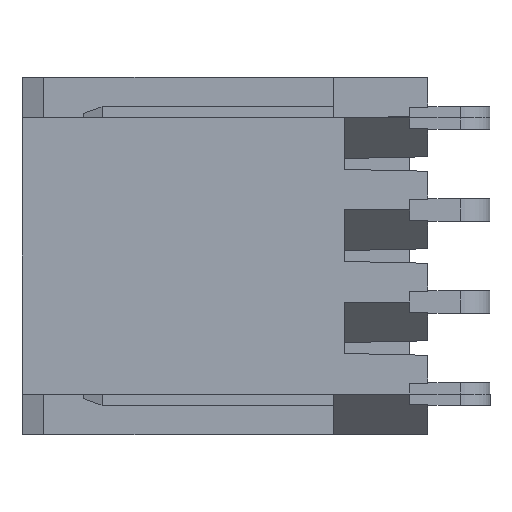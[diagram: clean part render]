
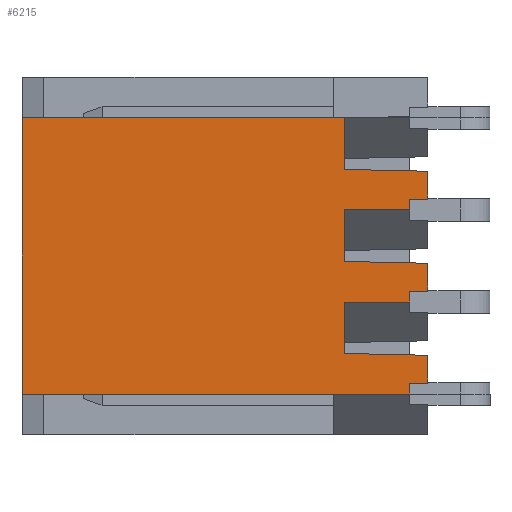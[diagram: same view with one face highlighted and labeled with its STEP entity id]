
A CAD part, left-side view. The second image highlights one B-rep face of the part: STEP entity #6215.
In plain terms, the highlighted planar face has unit normal (-1, 0, 0).
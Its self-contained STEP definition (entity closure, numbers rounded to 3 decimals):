
#276=ORIENTED_EDGE('',*,*,#1574,.F.);
#277=ORIENTED_EDGE('',*,*,#1575,.T.);
#278=ORIENTED_EDGE('',*,*,#1479,.F.);
#279=ORIENTED_EDGE('',*,*,#1576,.F.);
#280=ORIENTED_EDGE('',*,*,#1577,.T.);
#281=ORIENTED_EDGE('',*,*,#1578,.F.);
#282=ORIENTED_EDGE('',*,*,#1579,.F.);
#283=ORIENTED_EDGE('',*,*,#1580,.T.);
#284=ORIENTED_EDGE('',*,*,#1469,.F.);
#285=ORIENTED_EDGE('',*,*,#1581,.F.);
#286=ORIENTED_EDGE('',*,*,#1582,.T.);
#287=ORIENTED_EDGE('',*,*,#1583,.F.);
#288=ORIENTED_EDGE('',*,*,#1584,.F.);
#289=ORIENTED_EDGE('',*,*,#1585,.T.);
#290=ORIENTED_EDGE('',*,*,#1521,.F.);
#291=ORIENTED_EDGE('',*,*,#1586,.F.);
#292=ORIENTED_EDGE('',*,*,#1587,.T.);
#293=ORIENTED_EDGE('',*,*,#1588,.F.);
#294=ORIENTED_EDGE('',*,*,#1589,.F.);
#295=ORIENTED_EDGE('',*,*,#1590,.T.);
#1469=EDGE_CURVE('',#2139,#2140,#2580,.T.);
#1479=EDGE_CURVE('',#2149,#2150,#2590,.T.);
#1521=EDGE_CURVE('',#2186,#2131,#2632,.T.);
#1574=EDGE_CURVE('',#2223,#2224,#2681,.T.);
#1575=EDGE_CURVE('',#2223,#2150,#2682,.T.);
#1576=EDGE_CURVE('',#2225,#2149,#2683,.T.);
#1577=EDGE_CURVE('',#2225,#2226,#2684,.T.);
#1578=EDGE_CURVE('',#2227,#2226,#2685,.T.);
#1579=EDGE_CURVE('',#2228,#2227,#2686,.T.);
#1580=EDGE_CURVE('',#2228,#2140,#2687,.T.);
#1581=EDGE_CURVE('',#2229,#2139,#2688,.T.);
#1582=EDGE_CURVE('',#2229,#2230,#2689,.T.);
#1583=EDGE_CURVE('',#2231,#2230,#2690,.T.);
#1584=EDGE_CURVE('',#2232,#2231,#2691,.T.);
#1585=EDGE_CURVE('',#2232,#2131,#2692,.T.);
#1586=EDGE_CURVE('',#2233,#2186,#2693,.T.);
#1587=EDGE_CURVE('',#2233,#2234,#2694,.T.);
#1588=EDGE_CURVE('',#2235,#2234,#2695,.T.);
#1589=EDGE_CURVE('',#2236,#2235,#2696,.T.);
#1590=EDGE_CURVE('',#2236,#2224,#2697,.T.);
#2131=VERTEX_POINT('',#7973);
#2139=VERTEX_POINT('',#7989);
#2140=VERTEX_POINT('',#7991);
#2149=VERTEX_POINT('',#8009);
#2150=VERTEX_POINT('',#8011);
#2186=VERTEX_POINT('',#8088);
#2223=VERTEX_POINT('',#8197);
#2224=VERTEX_POINT('',#8198);
#2225=VERTEX_POINT('',#8201);
#2226=VERTEX_POINT('',#8203);
#2227=VERTEX_POINT('',#8205);
#2228=VERTEX_POINT('',#8207);
#2229=VERTEX_POINT('',#8210);
#2230=VERTEX_POINT('',#8212);
#2231=VERTEX_POINT('',#8214);
#2232=VERTEX_POINT('',#8216);
#2233=VERTEX_POINT('',#8219);
#2234=VERTEX_POINT('',#8221);
#2235=VERTEX_POINT('',#8223);
#2236=VERTEX_POINT('',#8225);
#2580=LINE('',#7990,#3227);
#2590=LINE('',#8010,#3237);
#2632=LINE('',#8089,#3279);
#2681=LINE('',#8196,#3328);
#2682=LINE('',#8199,#3329);
#2683=LINE('',#8200,#3330);
#2684=LINE('',#8202,#3331);
#2685=LINE('',#8204,#3332);
#2686=LINE('',#8206,#3333);
#2687=LINE('',#8208,#3334);
#2688=LINE('',#8209,#3335);
#2689=LINE('',#8211,#3336);
#2690=LINE('',#8213,#3337);
#2691=LINE('',#8215,#3338);
#2692=LINE('',#8217,#3339);
#2693=LINE('',#8218,#3340);
#2694=LINE('',#8220,#3341);
#2695=LINE('',#8222,#3342);
#2696=LINE('',#8224,#3343);
#2697=LINE('',#8226,#3344);
#3227=VECTOR('',#6770,1000.);
#3237=VECTOR('',#6780,1000.);
#3279=VECTOR('',#6822,1000.);
#3328=VECTOR('',#6915,1000.);
#3329=VECTOR('',#6916,1000.);
#3330=VECTOR('',#6917,1000.);
#3331=VECTOR('',#6918,1000.);
#3332=VECTOR('',#6919,1000.);
#3333=VECTOR('',#6920,1000.);
#3334=VECTOR('',#6921,1000.);
#3335=VECTOR('',#6922,1000.);
#3336=VECTOR('',#6923,1000.);
#3337=VECTOR('',#6924,1000.);
#3338=VECTOR('',#6925,1000.);
#3339=VECTOR('',#6926,1000.);
#3340=VECTOR('',#6927,1000.);
#3341=VECTOR('',#6928,1000.);
#3342=VECTOR('',#6929,1000.);
#3343=VECTOR('',#6930,1000.);
#3344=VECTOR('',#6931,1000.);
#3851=EDGE_LOOP('',(#276,#277,#278,#279,#280,#281,#282,#283,#284,#285,#286,
#287,#288,#289,#290,#291,#292,#293,#294,#295));
#4092=FACE_BOUND('',#3851,.T.);
#4329=PLANE('',#6471);
#6215=ADVANCED_FACE('',(#4092),#4329,.T.);
#6471=AXIS2_PLACEMENT_3D('',#8195,#6913,#6914);
#6770=DIRECTION('',(0.,0.,-1.));
#6780=DIRECTION('',(0.,0.,-1.));
#6822=DIRECTION('',(0.,0.,-1.));
#6913=DIRECTION('',(-1.,0.,0.));
#6914=DIRECTION('',(0.,-1.,0.));
#6915=DIRECTION('',(0.,0.,1.));
#6916=DIRECTION('',(0.,-1.,0.));
#6917=DIRECTION('',(0.,1.,0.));
#6918=DIRECTION('',(0.,0.,1.));
#6919=DIRECTION('',(0.,-1.,-0.022));
#6920=DIRECTION('',(0.,0.,-1.));
#6921=DIRECTION('',(0.,-1.,0.));
#6922=DIRECTION('',(0.,1.,0.));
#6923=DIRECTION('',(0.,0.,1.));
#6924=DIRECTION('',(0.,-1.,-0.022));
#6925=DIRECTION('',(0.,0.,-1.));
#6926=DIRECTION('',(0.,-1.,0.));
#6927=DIRECTION('',(0.,1.,0.));
#6928=DIRECTION('',(0.,0.,1.));
#6929=DIRECTION('',(0.,-1.,-0.022));
#6930=DIRECTION('',(0.,0.,-1.));
#6931=DIRECTION('',(0.,1.,0.));
#7973=CARTESIAN_POINT('',(-5.,0.5,-2.24));
#7989=CARTESIAN_POINT('',(-5.,0.5,-4.48));
#7990=CARTESIAN_POINT('',(-5.,0.5,-5.9));
#7991=CARTESIAN_POINT('',(-5.,0.5,-4.78));
#8009=CARTESIAN_POINT('',(-5.,0.5,-7.02));
#8010=CARTESIAN_POINT('',(-5.,0.5,-8.44));
#8011=CARTESIAN_POINT('',(-5.,0.5,-7.32));
#8088=CARTESIAN_POINT('',(-5.,0.5,-1.94));
#8089=CARTESIAN_POINT('',(-5.,0.5,-3.36));
#8195=CARTESIAN_POINT('',(-5.,0.,1.42));
#8196=CARTESIAN_POINT('',(-5.,11.2,-3.36));
#8197=CARTESIAN_POINT('',(-5.,11.2,-7.32));
#8198=CARTESIAN_POINT('',(-5.,11.2,0.3));
#8199=CARTESIAN_POINT('',(-5.,0.,-7.32));
#8200=CARTESIAN_POINT('',(-5.,0.,-7.02));
#8201=CARTESIAN_POINT('',(-5.,0.,-7.02));
#8202=CARTESIAN_POINT('',(-5.,0.,-8.44));
#8203=CARTESIAN_POINT('',(-5.,0.,-6.25));
#8204=CARTESIAN_POINT('',(-5.,0.,-6.25));
#8205=CARTESIAN_POINT('',(-5.,2.3,-6.2));
#8206=CARTESIAN_POINT('',(-5.,2.3,-10.98));
#8207=CARTESIAN_POINT('',(-5.,2.3,-4.78));
#8208=CARTESIAN_POINT('',(-5.,0.,-4.78));
#8209=CARTESIAN_POINT('',(-5.,0.,-4.48));
#8210=CARTESIAN_POINT('',(-5.,0.,-4.48));
#8211=CARTESIAN_POINT('',(-5.,0.,-5.9));
#8212=CARTESIAN_POINT('',(-5.,0.,-3.71));
#8213=CARTESIAN_POINT('',(-5.,0.,-3.71));
#8214=CARTESIAN_POINT('',(-5.,2.3,-3.66));
#8215=CARTESIAN_POINT('',(-5.,2.3,-8.44));
#8216=CARTESIAN_POINT('',(-5.,2.3,-2.24));
#8217=CARTESIAN_POINT('',(-5.,0.,-2.24));
#8218=CARTESIAN_POINT('',(-5.,0.,-1.94));
#8219=CARTESIAN_POINT('',(-5.,0.,-1.94));
#8220=CARTESIAN_POINT('',(-5.,0.,-3.36));
#8221=CARTESIAN_POINT('',(-5.,0.,-1.17));
#8222=CARTESIAN_POINT('',(-5.,0.,-1.17));
#8223=CARTESIAN_POINT('',(-5.,2.3,-1.12));
#8224=CARTESIAN_POINT('',(-5.,2.3,-5.9));
#8225=CARTESIAN_POINT('',(-5.,2.3,0.3));
#8226=CARTESIAN_POINT('',(-5.,0.,0.3));
